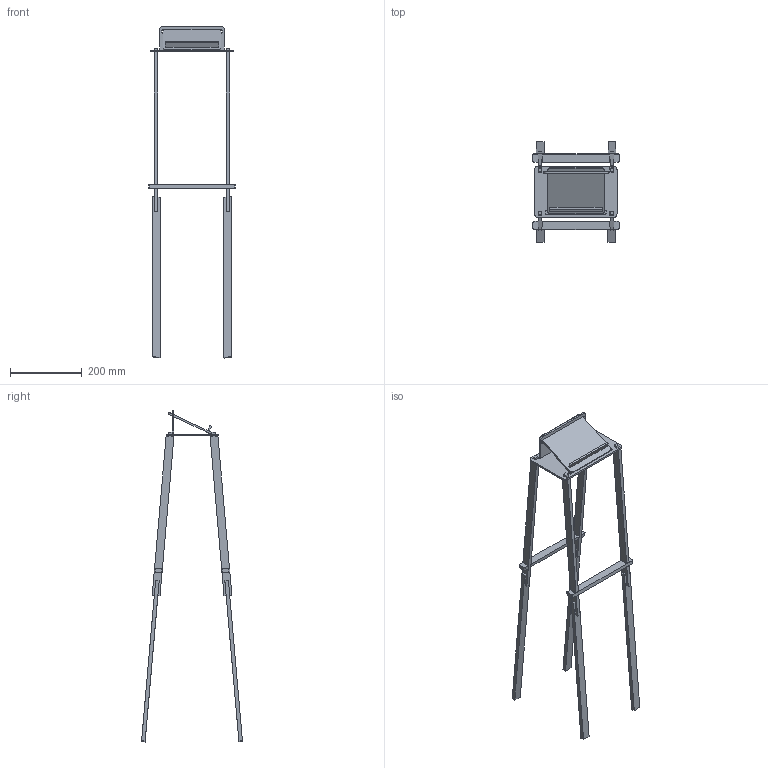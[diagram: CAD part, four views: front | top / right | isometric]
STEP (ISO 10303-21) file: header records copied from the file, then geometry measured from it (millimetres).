
FILE_DESCRIPTION(/* description */ (''),/* implementation_level */ '2;1');
FILE_NAME(/* name */ 'pedalboard1_piedcoupe v7.step',/* time_stamp */ '2024-07-09T00:35:05+02:00',/* author */ (''),/* organization */ (''),/* preprocessor_version */ 'ST-DEVELOPER v20',/* originating_system */ 'Autodesk Translation Framework v13.14.0.145',/* authorisation */ '');
FILE_SCHEMA (('AUTOMOTIVE_DESIGN { 1 0 10303 214 3 1 1 }'));
Length unit declared in the file: millimetre
Products named in the file (14): pedalboard1_piedcoupe; pedalboard1_corte v5; piedcourt; piedcourt_1; piedcourt_2; piedcourt_3; haut_pied; bas_pied; encima; pie1; Composant19; Composant20; Composant21; Composant22
Assembly tree (20 placements, depth 4):
  pedalboard1_piedcoupe
    pedalboard1_corte v5  x2
    piedcourt
      haut_pied
      bas_pied
    piedcourt_1
      haut_pied
      bas_pied
    piedcourt_2
      haut_pied
      bas_pied
    piedcourt_3
      haut_pied
      bas_pied
    encima
      pie1
        Composant19
      Composant20
      Composant21
      Composant22
Bounding box: 240 x 281.67 x 926.3 mm (x, y, z)
Volume: 1197809 mm3; surface area: 418493.3 mm2
Topology: 14 solids, 14 shells, 274 faces, 732 edges, 488 vertices
Faces by surface type: plane 214, cylinder 60
Entity records: 5228 total; most frequent: CARTESIAN_POINT 872, DIRECTION 865, ORIENTED_EDGE 822, EDGE_CURVE 411, LINE 331, VECTOR 331, VERTEX_POINT 274, AXIS2_PLACEMENT_3D 267
